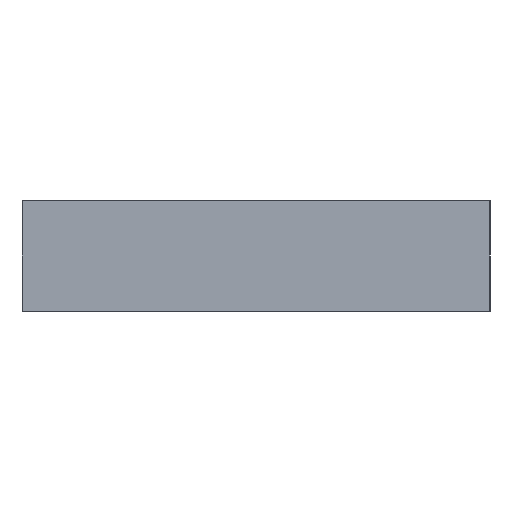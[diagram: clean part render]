
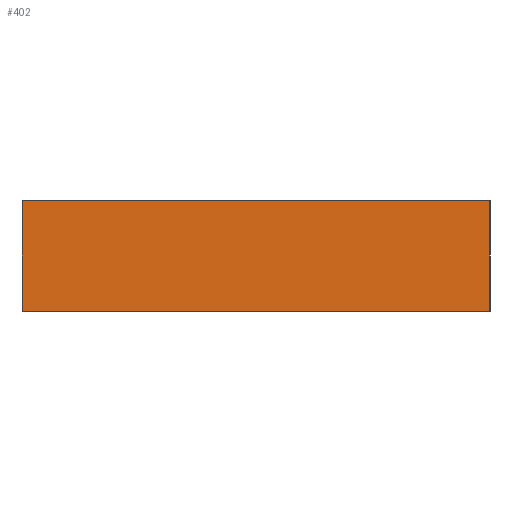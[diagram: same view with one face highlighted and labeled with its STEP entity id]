
A CAD part, front view. The second image highlights one B-rep face of the part: STEP entity #402.
In plain terms, the highlighted planar face has unit normal (0, -1, 0).
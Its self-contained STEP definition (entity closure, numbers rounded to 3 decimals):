
#16=LINE('',#623,#38);
#34=LINE('',#674,#56);
#35=LINE('',#676,#57);
#36=LINE('',#677,#58);
#38=VECTOR('',#513,4.);
#56=VECTOR('',#563,4.);
#57=VECTOR('',#566,17.);
#58=VECTOR('',#567,17.);
#64=PLANE('',#451);
#112=FACE_OUTER_BOUND('',#142,.T.);
#142=EDGE_LOOP('',(#329,#330,#331,#332));
#208=VERTEX_POINT('',#620);
#209=VERTEX_POINT('',#622);
#225=VERTEX_POINT('',#670);
#226=VERTEX_POINT('',#672);
#246=EDGE_CURVE('',#208,#209,#16,.T.);
#272=EDGE_CURVE('',#225,#226,#34,.T.);
#273=EDGE_CURVE('',#208,#225,#35,.T.);
#274=EDGE_CURVE('',#209,#226,#36,.T.);
#329=ORIENTED_EDGE('',*,*,#273,.T.);
#330=ORIENTED_EDGE('',*,*,#272,.T.);
#331=ORIENTED_EDGE('',*,*,#274,.F.);
#332=ORIENTED_EDGE('',*,*,#246,.F.);
#402=ADVANCED_FACE('',(#112),#64,.T.);
#451=AXIS2_PLACEMENT_3D('',#675,#564,#565);
#513=DIRECTION('',(0.,0.,1.));
#563=DIRECTION('',(0.,0.,1.));
#564=DIRECTION('center_axis',(0.,-1.,0.));
#565=DIRECTION('ref_axis',(1.,0.,0.));
#566=DIRECTION('',(1.,0.,0.));
#567=DIRECTION('',(1.,0.,0.));
#620=CARTESIAN_POINT('',(-8.5,-35.,0.));
#622=CARTESIAN_POINT('',(-8.5,-35.,4.));
#623=CARTESIAN_POINT('',(-8.5,-35.,0.));
#670=CARTESIAN_POINT('',(8.5,-35.,0.));
#672=CARTESIAN_POINT('',(8.5,-35.,4.));
#674=CARTESIAN_POINT('',(8.5,-35.,0.));
#675=CARTESIAN_POINT('Origin',(-8.5,-35.,0.));
#676=CARTESIAN_POINT('',(-8.5,-35.,0.));
#677=CARTESIAN_POINT('',(-8.5,-35.,4.));
